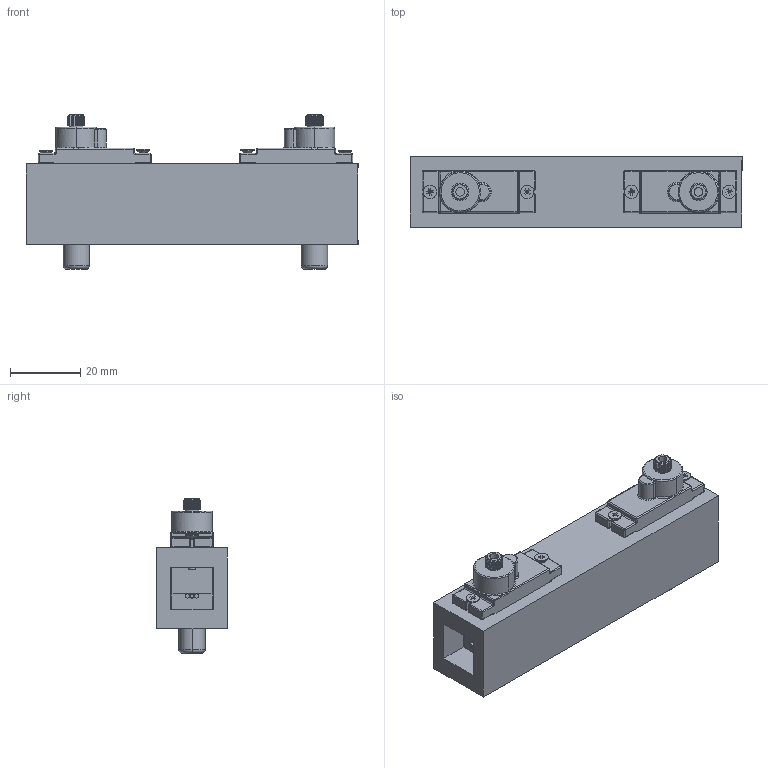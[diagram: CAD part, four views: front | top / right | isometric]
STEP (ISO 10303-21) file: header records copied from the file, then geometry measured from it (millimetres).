
FILE_DESCRIPTION (( 'STEP AP203' ), '1' );
FILE_NAME ('UpperArmNew3_Default_sldprt.STEP', '2020-05-05T03:16:44', ( '' ), ( '' ), 'SwSTEP 2.0', 'SolidWorks 2018', '' );
FILE_SCHEMA (( 'CONFIG_CONTROL_DESIGN' ));
Length unit declared in the file: millimetre
Products named in the file (1): UpperArmNew3_Default_sldprt
Bounding box: 94.55 x 20 x 44 mm (x, y, z)
Volume: 37979.5 mm3; surface area: 20230.5 mm2
Topology: 7 solids, 7 shells, 754 faces, 1848 edges, 1072 vertices
Faces by surface type: plane 362, cylinder 188, torus 76, cone 56, sphere 48, bspline 24
Entity records: 22139 total; most frequent: CARTESIAN_POINT 4933, ORIENTED_EDGE 3584, DIRECTION 3584, EDGE_CURVE 1792, AXIS2_PLACEMENT_3D 1327, VERTEX_POINT 1072, LINE 930, VECTOR 930
